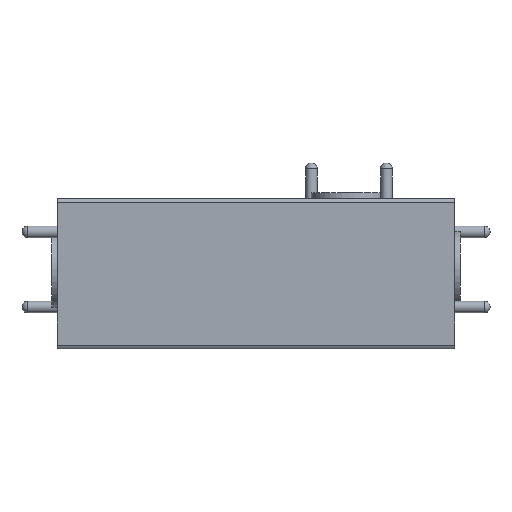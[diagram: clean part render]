
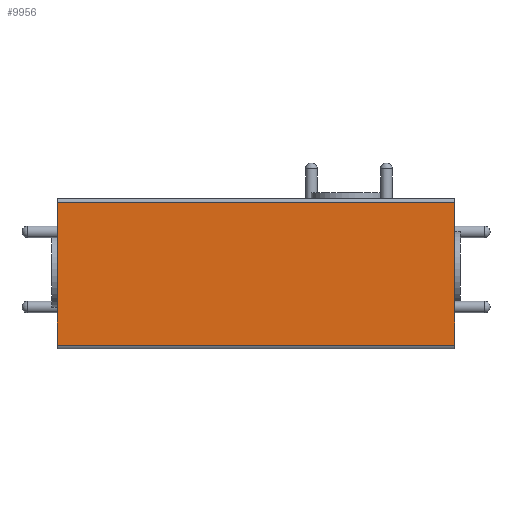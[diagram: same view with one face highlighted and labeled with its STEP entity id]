
A CAD part, front view. The second image highlights one B-rep face of the part: STEP entity #9956.
In plain terms, the highlighted planar face has unit normal (0, -1, 0).
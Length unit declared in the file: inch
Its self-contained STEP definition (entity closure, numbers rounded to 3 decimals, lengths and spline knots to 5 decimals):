
#472 = VERTEX_POINT ( 'NONE', #9803 ) ;
#862 = VECTOR ( 'NONE', #9048, 39.37008 ) ;
#988 = VECTOR ( 'NONE', #3410, 39.37008 ) ;
#1048 = DIRECTION ( 'NONE',  ( -1., 0., 0. ) ) ;
#1168 = DIRECTION ( 'NONE',  ( 0., 0., 1. ) ) ;
#1287 = EDGE_CURVE ( 'NONE', #10943, #5976, #4116, .T. ) ;
#1338 = VECTOR ( 'NONE', #10180, 39.37008 ) ;
#1372 = CARTESIAN_POINT ( 'NONE',  ( 1.05268, -0.4252, -0.3937 ) ) ;
#2303 = VECTOR ( 'NONE', #1048, 39.37008 ) ;
#2775 = PLANE ( 'NONE',  #3520 ) ;
#2960 = EDGE_CURVE ( 'NONE', #11076, #5976, #6590, .T. ) ;
#3410 = DIRECTION ( 'NONE',  ( 0., 0., 1. ) ) ;
#3520 = AXIS2_PLACEMENT_3D ( 'NONE', #8036, #9636, #1168 ) ;
#3582 = CARTESIAN_POINT ( 'NONE',  ( -1.05268, -0.4252, -0.41339 ) ) ;
#3620 = ORIENTED_EDGE ( 'NONE', *, *, #1287, .F. ) ;
#3846 = EDGE_LOOP ( 'NONE', ( #3620, #11106, #10165, #3948 ) ) ;
#3948 = ORIENTED_EDGE ( 'NONE', *, *, #2960, .T. ) ;
#4116 = LINE ( 'NONE', #5015, #1338 ) ;
#4200 = CARTESIAN_POINT ( 'NONE',  ( 1.05268, -0.4252, -0.3937 ) ) ;
#5015 = CARTESIAN_POINT ( 'NONE',  ( 1.05268, -0.4252, 0.38339 ) ) ;
#5161 = LINE ( 'NONE', #3582, #988 ) ;
#5976 = VERTEX_POINT ( 'NONE', #4200 ) ;
#6215 = CARTESIAN_POINT ( 'NONE',  ( 1.05268, -0.4252, 0.3637 ) ) ;
#6342 = EDGE_CURVE ( 'NONE', #10943, #472, #10530, .T. ) ;
#6590 = LINE ( 'NONE', #1372, #862 ) ;
#8036 = CARTESIAN_POINT ( 'NONE',  ( -1.08268, -0.4252, 0.41339 ) ) ;
#8254 = CARTESIAN_POINT ( 'NONE',  ( -1.05268, -0.4252, -0.3937 ) ) ;
#9048 = DIRECTION ( 'NONE',  ( 1., 0., 0. ) ) ;
#9389 = EDGE_CURVE ( 'NONE', #11076, #472, #5161, .T. ) ;
#9636 = DIRECTION ( 'NONE',  ( 0., 1., 0. ) ) ;
#9681 = CARTESIAN_POINT ( 'NONE',  ( -1.05268, -0.4252, 0.3637 ) ) ;
#9803 = CARTESIAN_POINT ( 'NONE',  ( -1.05268, -0.4252, 0.3637 ) ) ;
#9816 = FACE_OUTER_BOUND ( 'NONE', #3846, .T. ) ;
#9956 = ADVANCED_FACE ( 'NONE', ( #9816 ), #2775, .F. ) ;
#10165 = ORIENTED_EDGE ( 'NONE', *, *, #9389, .F. ) ;
#10180 = DIRECTION ( 'NONE',  ( 0., 0., -1. ) ) ;
#10530 = LINE ( 'NONE', #9681, #2303 ) ;
#10943 = VERTEX_POINT ( 'NONE', #6215 ) ;
#11076 = VERTEX_POINT ( 'NONE', #8254 ) ;
#11106 = ORIENTED_EDGE ( 'NONE', *, *, #6342, .T. ) ;
